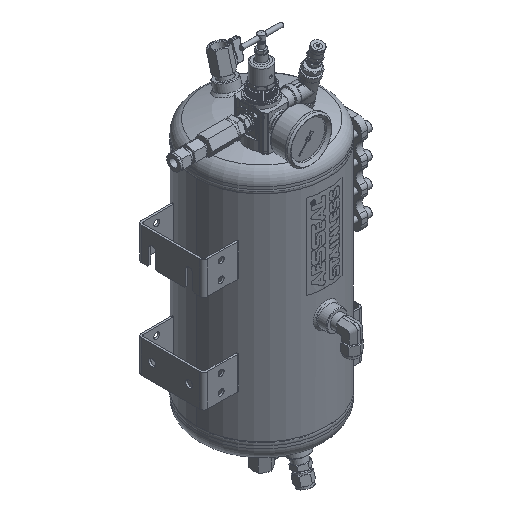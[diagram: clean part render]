
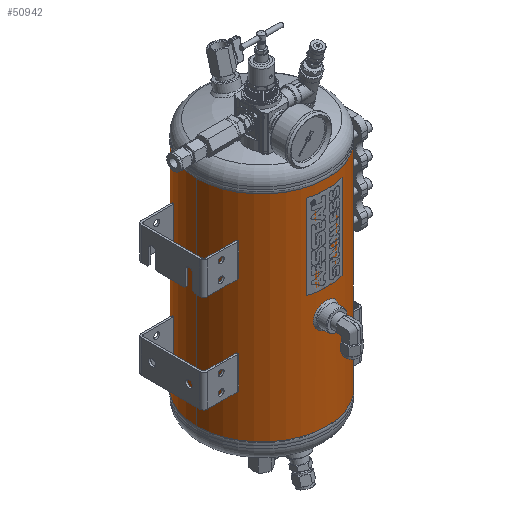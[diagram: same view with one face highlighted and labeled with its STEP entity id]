
A CAD part, isometric view. The second image highlights one B-rep face of the part: STEP entity #50942.
In plain terms, the highlighted cylindrical face has radius 100 mm (diameter 200 mm), a partial arc.
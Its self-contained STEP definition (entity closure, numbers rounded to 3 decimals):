
#3131=LINE('',#78594,#6435);
#3132=LINE('',#78599,#6436);
#3133=LINE('',#78603,#6437);
#3134=LINE('',#78607,#6438);
#6435=VECTOR('',#64861,1000.);
#6436=VECTOR('',#64864,1000.);
#6437=VECTOR('',#64867,1000.);
#6438=VECTOR('',#64870,1000.);
#9739=CIRCLE('',#59680,100.);
#9740=CIRCLE('',#59681,100.);
#9741=CIRCLE('',#59682,100.);
#9742=CIRCLE('',#59683,100.);
#11527=ORIENTED_EDGE('',*,*,#26893,.T.);
#11528=ORIENTED_EDGE('',*,*,#26894,.T.);
#11529=ORIENTED_EDGE('',*,*,#26895,.T.);
#11530=ORIENTED_EDGE('',*,*,#26896,.F.);
#11531=ORIENTED_EDGE('',*,*,#26897,.F.);
#11532=ORIENTED_EDGE('',*,*,#26898,.F.);
#11533=ORIENTED_EDGE('',*,*,#26899,.F.);
#11534=ORIENTED_EDGE('',*,*,#26900,.T.);
#11535=ORIENTED_EDGE('',*,*,#26901,.T.);
#11536=ORIENTED_EDGE('',*,*,#26902,.F.);
#11537=ORIENTED_EDGE('',*,*,#26903,.F.);
#26893=EDGE_CURVE('',#34576,#34576,#39933,.T.);
#26894=EDGE_CURVE('',#34577,#34577,#39934,.T.);
#26895=EDGE_CURVE('',#34578,#34578,#39935,.T.);
#26896=EDGE_CURVE('',#34579,#34580,#3131,.T.);
#26897=EDGE_CURVE('',#34581,#34579,#9739,.T.);
#26898=EDGE_CURVE('',#34582,#34581,#3132,.F.);
#26899=EDGE_CURVE('',#34583,#34582,#9740,.T.);
#26900=EDGE_CURVE('',#34583,#34584,#3133,.T.);
#26901=EDGE_CURVE('',#34584,#34585,#9741,.T.);
#26902=EDGE_CURVE('',#34586,#34585,#3134,.T.);
#26903=EDGE_CURVE('',#34580,#34586,#9742,.T.);
#34576=VERTEX_POINT('',#78569);
#34577=VERTEX_POINT('',#78581);
#34578=VERTEX_POINT('',#78593);
#34579=VERTEX_POINT('',#78595);
#34580=VERTEX_POINT('',#78596);
#34581=VERTEX_POINT('',#78598);
#34582=VERTEX_POINT('',#78600);
#34583=VERTEX_POINT('',#78602);
#34584=VERTEX_POINT('',#78604);
#34585=VERTEX_POINT('',#78606);
#34586=VERTEX_POINT('',#78608);
#39933=B_SPLINE_CURVE_WITH_KNOTS('',3,(#78550,#78551,#78552,#78553,#78554,
#78555,#78556,#78557,#78558,#78559,#78560,#78561,#78562,#78563,#78564,#78565,
#78566,#78567,#78568),.UNSPECIFIED.,.T.,.F.,(1,1,1,1,1,1,1,1,1,1,1,1,1,
1,1,1,1,1,1,1,1,1,1),(-0.018,-0.012,-0.006,
0.,0.006,0.012,0.018,0.023,
0.029,0.035,0.041,0.047,
0.053,0.059,0.065,0.07,
0.076,0.082,0.088,0.094,
0.1,0.106,0.112),.UNSPECIFIED.);
#39934=B_SPLINE_CURVE_WITH_KNOTS('',3,(#78570,#78571,#78572,#78573,#78574,
#78575,#78576,#78577,#78578,#78579,#78580),.UNSPECIFIED.,.T.,.F.,(1,1,1,
1,1,1,1,1,1,1,1,1,1,1,1),(-0.012,-0.008,-0.004,
0.,0.004,0.008,0.012,
0.016,0.02,0.023,0.027,
0.031,0.035,0.039,0.043),
 .UNSPECIFIED.);
#39935=B_SPLINE_CURVE_WITH_KNOTS('',3,(#78582,#78583,#78584,#78585,#78586,
#78587,#78588,#78589,#78590,#78591,#78592),.UNSPECIFIED.,.T.,.F.,(1,1,1,
1,1,1,1,1,1,1,1,1,1,1,1),(-0.012,-0.008,-0.004,
0.,0.004,0.008,0.012,
0.016,0.02,0.023,0.027,
0.031,0.035,0.039,0.043),
 .UNSPECIFIED.);
#42164=EDGE_LOOP('',(#11527));
#42165=EDGE_LOOP('',(#11528));
#42166=EDGE_LOOP('',(#11529));
#42167=EDGE_LOOP('',(#11530,#11531,#11532,#11533,#11534,#11535,#11536,#11537));
#46157=FACE_BOUND('',#42164,.T.);
#46158=FACE_BOUND('',#42165,.T.);
#46159=FACE_BOUND('',#42166,.T.);
#46160=FACE_BOUND('',#42167,.T.);
#50150=CYLINDRICAL_SURFACE('',#59679,100.);
#50942=ADVANCED_FACE('',(#46157,#46158,#46159,#46160),#50150,.T.);
#59679=AXIS2_PLACEMENT_3D('',#78549,#64859,#64860);
#59680=AXIS2_PLACEMENT_3D('',#78597,#64862,#64863);
#59681=AXIS2_PLACEMENT_3D('',#78601,#64865,#64866);
#59682=AXIS2_PLACEMENT_3D('',#78605,#64868,#64869);
#59683=AXIS2_PLACEMENT_3D('',#78609,#64871,#64872);
#64859=DIRECTION('',(0.,-1.,0.));
#64860=DIRECTION('',(0.,0.,-1.));
#64861=DIRECTION('',(0.,-1.,0.));
#64862=DIRECTION('',(0.,1.,0.));
#64863=DIRECTION('',(1.,0.,0.));
#64864=DIRECTION('',(0.,-1.,0.));
#64865=DIRECTION('',(0.,-1.,0.));
#64866=DIRECTION('',(1.,0.,0.));
#64867=DIRECTION('',(0.,-1.,0.));
#64868=DIRECTION('',(0.,1.,0.));
#64869=DIRECTION('',(1.,0.,0.));
#64870=DIRECTION('',(0.,-1.,0.));
#64871=DIRECTION('',(0.,-1.,0.));
#64872=DIRECTION('',(1.,0.,0.));
#78549=CARTESIAN_POINT('',(0.,330.,0.));
#78550=CARTESIAN_POINT('',(-98.994,187.429,14.208));
#78551=CARTESIAN_POINT('',(-98.806,181.503,15.395));
#78552=CARTESIAN_POINT('',(-98.993,175.608,14.214));
#78553=CARTESIAN_POINT('',(-99.436,170.625,10.88));
#78554=CARTESIAN_POINT('',(-99.878,167.295,5.9));
#78555=CARTESIAN_POINT('',(-100.061,166.117,0.009));
#78556=CARTESIAN_POINT('',(-99.879,167.288,-5.887));
#78557=CARTESIAN_POINT('',(-99.437,170.623,-10.879));
#78558=CARTESIAN_POINT('',(-98.992,175.61,-14.215));
#78559=CARTESIAN_POINT('',(-98.807,181.503,-15.391));
#78560=CARTESIAN_POINT('',(-98.992,187.396,-14.219));
#78561=CARTESIAN_POINT('',(-99.435,192.379,-10.892));
#78562=CARTESIAN_POINT('',(-99.877,195.718,-5.914));
#78563=CARTESIAN_POINT('',(-100.061,196.901,-0.013));
#78564=CARTESIAN_POINT('',(-99.878,195.728,5.889));
#78565=CARTESIAN_POINT('',(-99.437,192.395,10.874));
#78566=CARTESIAN_POINT('',(-98.994,187.429,14.208));
#78567=CARTESIAN_POINT('',(-98.806,181.503,15.395));
#78568=CARTESIAN_POINT('',(-98.993,175.608,14.214));
#78569=CARTESIAN_POINT('',(-98.869,181.508,15.));
#78570=CARTESIAN_POINT('',(3.922,158.915,-99.937));
#78571=CARTESIAN_POINT('',(-0.001,160.542,-100.031));
#78572=CARTESIAN_POINT('',(-3.918,158.916,-99.937));
#78573=CARTESIAN_POINT('',(-5.54,155.004,-99.844));
#78574=CARTESIAN_POINT('',(-3.921,151.083,-99.937));
#78575=CARTESIAN_POINT('',(-0.001,149.46,-100.031));
#78576=CARTESIAN_POINT('',(3.913,151.078,-99.938));
#78577=CARTESIAN_POINT('',(5.541,154.994,-99.844));
#78578=CARTESIAN_POINT('',(3.922,158.915,-99.937));
#78579=CARTESIAN_POINT('',(-0.001,160.542,-100.031));
#78580=CARTESIAN_POINT('',(-3.918,158.916,-99.937));
#78581=CARTESIAN_POINT('',(0.,160.,-100.));
#78582=CARTESIAN_POINT('',(3.922,48.915,-99.937));
#78583=CARTESIAN_POINT('',(-0.001,50.542,-100.031));
#78584=CARTESIAN_POINT('',(-3.918,48.916,-99.937));
#78585=CARTESIAN_POINT('',(-5.54,45.004,-99.844));
#78586=CARTESIAN_POINT('',(-3.921,41.083,-99.937));
#78587=CARTESIAN_POINT('',(-0.001,39.46,-100.031));
#78588=CARTESIAN_POINT('',(3.913,41.078,-99.938));
#78589=CARTESIAN_POINT('',(5.541,44.994,-99.844));
#78590=CARTESIAN_POINT('',(3.922,48.915,-99.937));
#78591=CARTESIAN_POINT('',(-0.001,50.542,-100.031));
#78592=CARTESIAN_POINT('',(-3.918,48.916,-99.937));
#78593=CARTESIAN_POINT('',(0.,50.,-100.));
#78594=CARTESIAN_POINT('',(-0.241,165.,100.));
#78595=CARTESIAN_POINT('',(-0.241,330.,100.));
#78596=CARTESIAN_POINT('',(-0.241,265.,100.));
#78597=CARTESIAN_POINT('',(0.,330.,0.));
#78598=CARTESIAN_POINT('',(0.241,330.,100.));
#78599=CARTESIAN_POINT('',(0.241,165.,100.));
#78600=CARTESIAN_POINT('',(0.241,265.,100.));
#78601=CARTESIAN_POINT('',(0.,265.,0.));
#78602=CARTESIAN_POINT('',(0.254,265.,100.));
#78603=CARTESIAN_POINT('',(0.254,265.,100.));
#78604=CARTESIAN_POINT('',(0.254,0.,100.));
#78605=CARTESIAN_POINT('',(0.,0.,0.));
#78606=CARTESIAN_POINT('',(-0.254,0.,100.));
#78607=CARTESIAN_POINT('',(-0.254,265.,100.));
#78608=CARTESIAN_POINT('',(-0.254,265.,100.));
#78609=CARTESIAN_POINT('',(0.,265.,0.));
